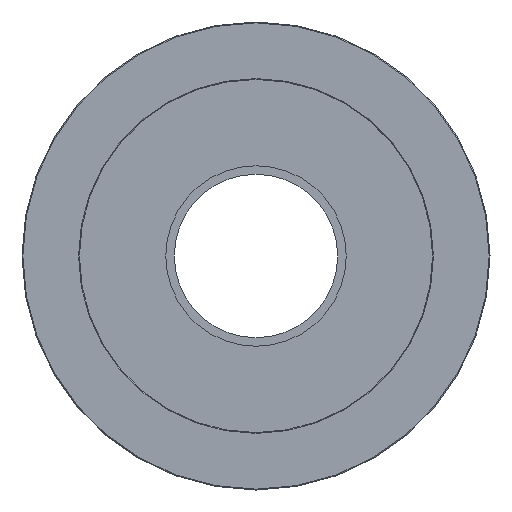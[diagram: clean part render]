
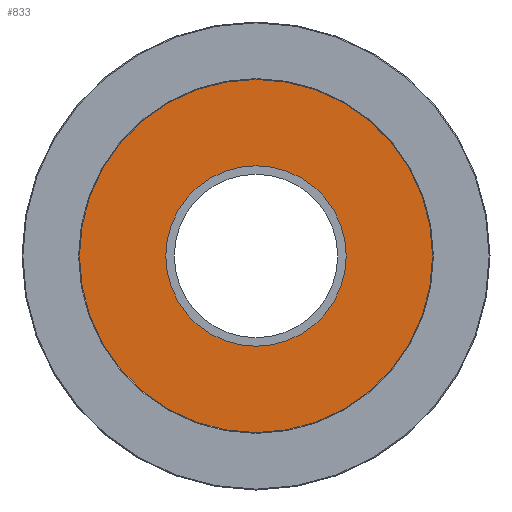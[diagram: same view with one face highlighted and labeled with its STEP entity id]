
A CAD part, front view. The second image highlights one B-rep face of the part: STEP entity #833.
In plain terms, the highlighted planar face has unit normal (0, -1, 0).
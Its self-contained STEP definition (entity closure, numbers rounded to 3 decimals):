
#44 = FACE_BOUND ( 'NONE', #138, .T. ) ;
#68 = DIRECTION ( 'NONE',  ( 0., -1., 0. ) ) ;
#98 = ORIENTED_EDGE ( 'NONE', *, *, #805, .F. ) ;
#138 = EDGE_LOOP ( 'NONE', ( #900, #98 ) ) ;
#156 = VERTEX_POINT ( 'NONE', #1342 ) ;
#197 = AXIS2_PLACEMENT_3D ( 'NONE', #758, #804, #830 ) ;
#262 = CIRCLE ( 'NONE', #1495, 21.2 ) ;
#295 = VERTEX_POINT ( 'NONE', #311 ) ;
#311 = CARTESIAN_POINT ( 'NONE',  ( 21.2, 4.5, 0. ) ) ;
#350 = DIRECTION ( 'NONE',  ( -1., 0., 0. ) ) ;
#423 = CIRCLE ( 'NONE', #479, 21.2 ) ;
#479 = AXIS2_PLACEMENT_3D ( 'NONE', #897, #1009, #1266 ) ;
#509 = EDGE_LOOP ( 'NONE', ( #1510, #1296 ) ) ;
#521 = PLANE ( 'NONE',  #910 ) ;
#557 = CIRCLE ( 'NONE', #197, 41.5 ) ;
#651 = DIRECTION ( 'NONE',  ( 0., -1., 0. ) ) ;
#686 = FACE_OUTER_BOUND ( 'NONE', #509, .T. ) ;
#710 = DIRECTION ( 'NONE',  ( 1., 0., 0. ) ) ;
#757 = CARTESIAN_POINT ( 'NONE',  ( 0., 4.5, 0. ) ) ;
#758 = CARTESIAN_POINT ( 'NONE',  ( 0., 4.5, 0. ) ) ;
#804 = DIRECTION ( 'NONE',  ( 0., 1., 0. ) ) ;
#805 = EDGE_CURVE ( 'NONE', #295, #1069, #423, .T. ) ;
#830 = DIRECTION ( 'NONE',  ( -1., 0., 0. ) ) ;
#833 = ADVANCED_FACE ( 'NONE', ( #44, #686 ), #521, .T. ) ;
#879 = AXIS2_PLACEMENT_3D ( 'NONE', #757, #1224, #350 ) ;
#897 = CARTESIAN_POINT ( 'NONE',  ( 0., 4.5, 0. ) ) ;
#900 = ORIENTED_EDGE ( 'NONE', *, *, #1567, .F. ) ;
#910 = AXIS2_PLACEMENT_3D ( 'NONE', #1142, #651, #1548 ) ;
#943 = CARTESIAN_POINT ( 'NONE',  ( 0., 4.5, 0. ) ) ;
#967 = EDGE_CURVE ( 'NONE', #156, #1382, #557, .T. ) ;
#1009 = DIRECTION ( 'NONE',  ( 0., -1., 0. ) ) ;
#1055 = EDGE_CURVE ( 'NONE', #1382, #156, #1513, .T. ) ;
#1069 = VERTEX_POINT ( 'NONE', #1372 ) ;
#1142 = CARTESIAN_POINT ( 'NONE',  ( -41.5, 4.5, 0. ) ) ;
#1224 = DIRECTION ( 'NONE',  ( 0., 1., 0. ) ) ;
#1266 = DIRECTION ( 'NONE',  ( 1., 0., 0. ) ) ;
#1296 = ORIENTED_EDGE ( 'NONE', *, *, #967, .F. ) ;
#1342 = CARTESIAN_POINT ( 'NONE',  ( 41.5, 4.5, 0. ) ) ;
#1372 = CARTESIAN_POINT ( 'NONE',  ( -21.2, 4.5, 0. ) ) ;
#1382 = VERTEX_POINT ( 'NONE', #1430 ) ;
#1430 = CARTESIAN_POINT ( 'NONE',  ( -41.5, 4.5, 0. ) ) ;
#1495 = AXIS2_PLACEMENT_3D ( 'NONE', #943, #68, #710 ) ;
#1510 = ORIENTED_EDGE ( 'NONE', *, *, #1055, .F. ) ;
#1513 = CIRCLE ( 'NONE', #879, 41.5 ) ;
#1548 = DIRECTION ( 'NONE',  ( 1., 0., 0. ) ) ;
#1567 = EDGE_CURVE ( 'NONE', #1069, #295, #262, .T. ) ;
